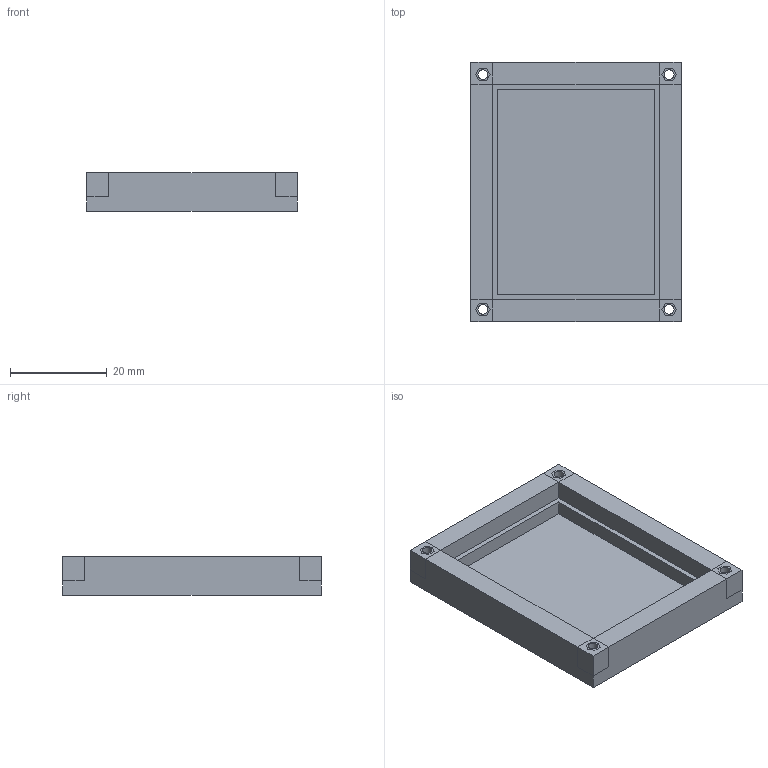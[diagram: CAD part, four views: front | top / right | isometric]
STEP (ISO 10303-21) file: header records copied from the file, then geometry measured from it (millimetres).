
FILE_DESCRIPTION(('FreeCAD Model'),'2;1');
FILE_NAME('lower_plate.step', '2020-10-28T10:22:54',('Author'),(''), 'Open CASCADE STEP processor 7.4','FreeCAD','Unknown');
FILE_SCHEMA(('AUTOMOTIVE_DESIGN { 1 0 10303 214 1 1 1 1 }'));
Length unit declared in the file: millimetre
Products named in the file (1): lower_plate_complete
Bounding box: 43.5 x 53.5 x 8 mm (x, y, z)
Volume: 8200.3 mm3; surface area: 7497 mm2
Topology: 1 solids, 1 shells, 67 faces, 180 edges, 124 vertices
Faces by surface type: plane 63, cylinder 4
Full cylindrical faces by diameter (mm): 2 x4
Entity records: 4423 total; most frequent: CARTESIAN_POINT 836, DIRECTION 620, LINE 468, VECTOR 468, ORIENTED_EDGE 360, PCURVE 360, DEFINITIONAL_REPRESENTATION 360, EDGE_CURVE 180
